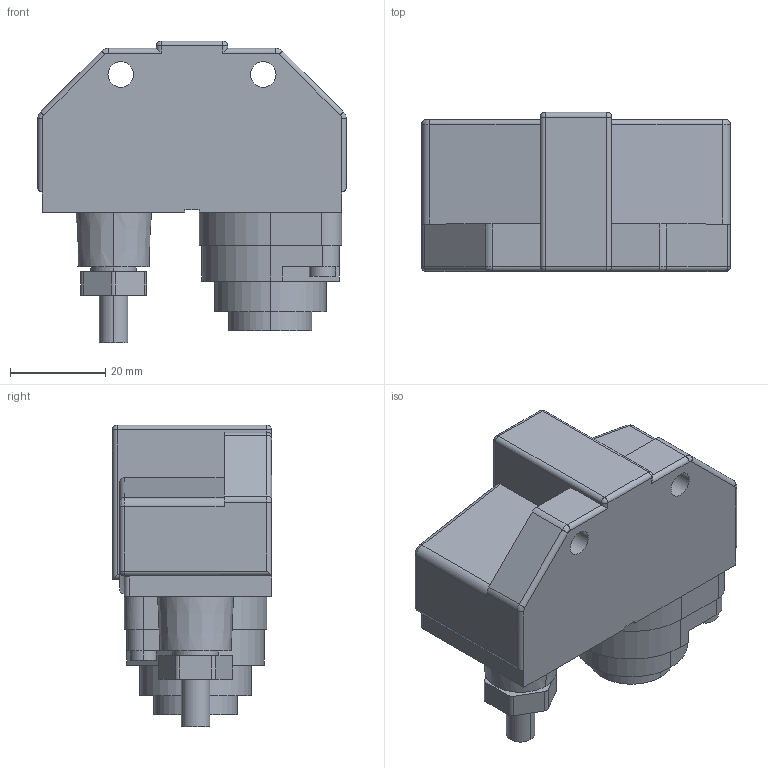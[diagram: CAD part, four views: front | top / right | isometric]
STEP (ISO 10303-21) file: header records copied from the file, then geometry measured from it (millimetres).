
FILE_DESCRIPTION((''),'2;1');
FILE_NAME('DM_CAD-3147A','2021-02-24T09:51:50',('creinig-se'),(''),'CREO PARAMETRIC BY PTC INC, 2019292','CREO PARAMETRIC BY PTC INC, 2019292','');
FILE_SCHEMA(('CONFIG_CONTROL_DESIGN','SHAPE_APPEARANCE_LAYERS_GROUPS'));
Length unit declared in the file: millimetre
Products named in the file (1): DM_CAD-3147A
Bounding box: 65 x 33.5 x 63.5 mm (x, y, z)
Volume: 72562.3 mm3; surface area: 15133.1 mm2
Topology: 1 solids, 1 shells, 172 faces, 546 edges, 431 vertices
Faces by surface type: cylinder 88, plane 69, sphere 6, bspline 6, cone 2, torus 1
Entity records: 8156 total; most frequent: CARTESIAN_POINT 1165, DIRECTION 1066, ORIENTED_EDGE 816, PRESENTATION_STYLE_ASSIGNMENT 586, STYLED_ITEM 546, CURVE_STYLE 543, EDGE_CURVE 408, AXIS2_PLACEMENT_3D 372
